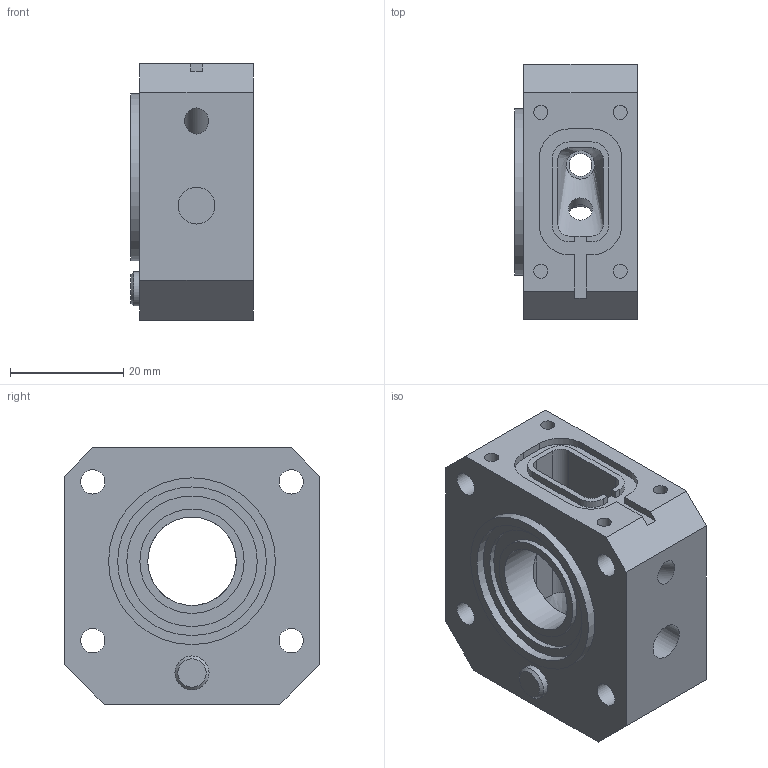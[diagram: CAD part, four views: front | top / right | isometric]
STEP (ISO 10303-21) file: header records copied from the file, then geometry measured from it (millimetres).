
FILE_DESCRIPTION(/* description */ ('STEP AP242 Edition 2','CAx-IF Rec.Pracs.---Representation and Presentation of Product Manufacturing Information (PMI)---4.0---2014-10-13','CAx-IF Rec.Pracs.---3D Tessellated Geometry---0.4---2014-09-14','2;1','CAx-IF Rec.Pracs.---User Defined Attributes---1.5---2016-08-15'),/* implementation_level */ '2;1');
FILE_NAME(/* name */ '695ce48bf5ac552796910d11',/* time_stamp */ '2026-01-06T10:31:40Z',/* author */ (''),/* organization */ (''),/* preprocessor_version */ 'ST-DEVELOPER v20',/* originating_system */ 'ONSHAPE BY PTC INC, 1.208',/* authorisation */ ' ');
FILE_SCHEMA (('AP242_MANAGED_MODEL_BASED_3D_ENGINEERING_MIM_LF { 1 0 10303 442 3 1 4 }'));
Length unit declared in the file: metre
Products named in the file (1): Working Cell
Bounding box: 21.6 x 45 x 45.2 mm (x, y, z)
Volume: 29508.8 mm3; surface area: 11328.8 mm2
Topology: 1 solids, 1 shells, 87 faces, 216 edges, 143 vertices
Faces by surface type: plane 46, cylinder 38, cone 2, bspline 1
Full cylindrical faces by diameter (mm): 2 x1, 2.5 x4, 4.039 x1, 4.2 x2, 4.3 x4, 6 x1, 6.5 x2, 10 x1, 15.6 x2, 18.4 x1, 23 x1, 26.2 x1, 29.4 x1
Entity records: 2745 total; most frequent: CARTESIAN_POINT 699, DIRECTION 422, ORIENTED_EDGE 370, EDGE_CURVE 185, AXIS2_PLACEMENT_3D 159, EDGE_LOOP 142, FACE_BOUND 142, VERTEX_POINT 137
